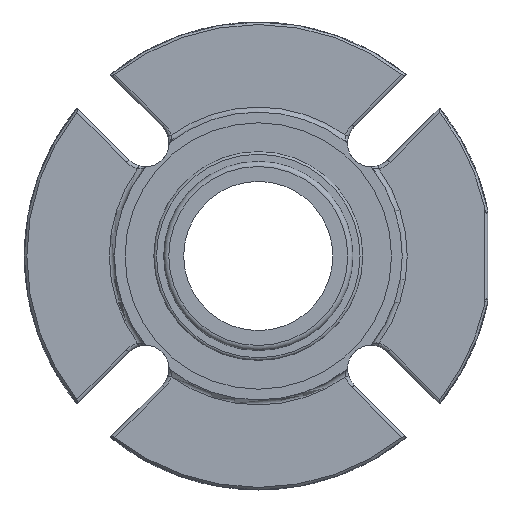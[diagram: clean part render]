
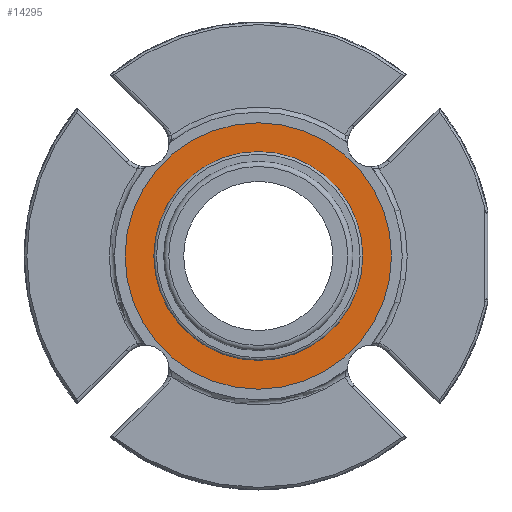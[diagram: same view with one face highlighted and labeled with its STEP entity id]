
A CAD part, left-side view. The second image highlights one B-rep face of the part: STEP entity #14295.
In plain terms, the highlighted planar face has unit normal (-1, 0, 0).
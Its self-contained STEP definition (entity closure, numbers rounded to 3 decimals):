
#1889=PLANE('',#15262);
#4317=ORIENTED_EDGE('',*,*,#6070,.T.);
#4318=ORIENTED_EDGE('',*,*,#6069,.F.);
#6069=EDGE_CURVE('',#7091,#7091,#7706,.F.);
#6070=EDGE_CURVE('',#7092,#7092,#7707,.T.);
#7091=VERTEX_POINT('',#24670);
#7092=VERTEX_POINT('',#24673);
#7706=CIRCLE('',#15261,31.115);
#7707=CIRCLE('',#15263,39.688);
#8361=EDGE_LOOP('',(#4317));
#8362=EDGE_LOOP('',(#4318));
#9082=FACE_BOUND('',#8361,.T.);
#9083=FACE_BOUND('',#8362,.T.);
#14295=ADVANCED_FACE('',(#9082,#9083),#1889,.F.);
#15261=AXIS2_PLACEMENT_3D('',#24669,#17612,#17613);
#15262=AXIS2_PLACEMENT_3D('',#24671,#17614,#17615);
#15263=AXIS2_PLACEMENT_3D('',#24672,#17616,#17617);
#17612=DIRECTION('',(1.,0.,0.));
#17613=DIRECTION('',(0.,1.,0.));
#17614=DIRECTION('',(1.,0.,0.));
#17615=DIRECTION('',(0.,0.,1.));
#17616=DIRECTION('',(-1.,0.,0.));
#17617=DIRECTION('',(0.,0.,-1.));
#24669=CARTESIAN_POINT('',(-0.508,0.,0.));
#24670=CARTESIAN_POINT('',(-0.508,31.115,0.));
#24671=CARTESIAN_POINT('',(-0.508,0.,-39.688));
#24672=CARTESIAN_POINT('',(-0.508,0.,0.));
#24673=CARTESIAN_POINT('',(-0.508,0.,-39.688));
